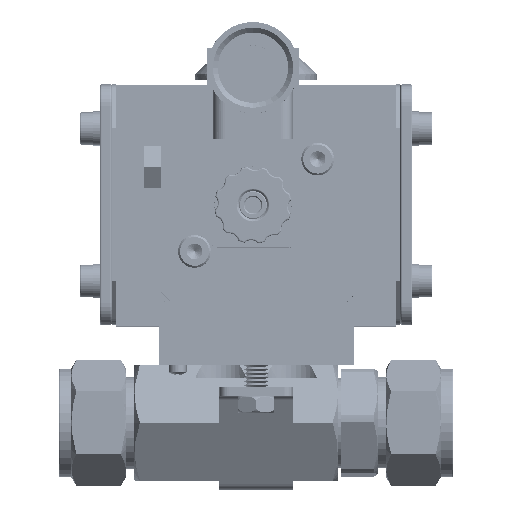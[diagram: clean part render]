
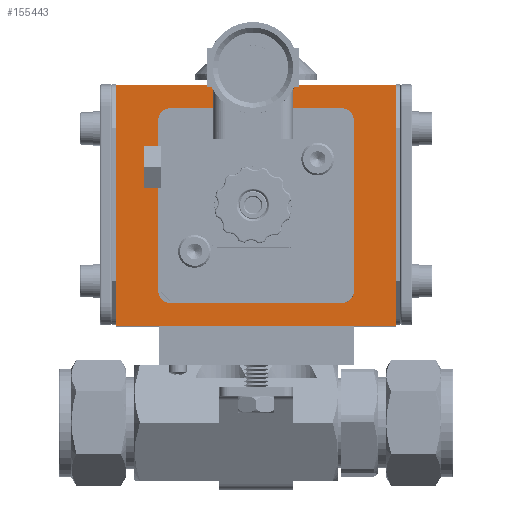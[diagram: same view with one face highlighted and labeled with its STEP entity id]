
A CAD part, top view. The second image highlights one B-rep face of the part: STEP entity #155443.
In plain terms, the highlighted planar face has unit normal (0, 0, 1).
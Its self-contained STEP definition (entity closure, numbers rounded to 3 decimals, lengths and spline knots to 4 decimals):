
#1712 = LINE ( 'NONE', #102369, #78130 ) ;
#1908 = ORIENTED_EDGE ( 'NONE', *, *, #134221, .T. ) ;
#2547 = CARTESIAN_POINT ( 'NONE',  ( -1.43, 3.4548, 1. ) ) ;
#2585 = EDGE_CURVE ( 'NONE', #144650, #185567, #171995, .T. ) ;
#5034 = LINE ( 'NONE', #138450, #120911 ) ;
#5848 = VERTEX_POINT ( 'NONE', #110774 ) ;
#7464 = ORIENTED_EDGE ( 'NONE', *, *, #159157, .T. ) ;
#7905 = DIRECTION ( 'NONE',  ( -1., 0., 0. ) ) ;
#8843 = VERTEX_POINT ( 'NONE', #98337 ) ;
#10134 = ORIENTED_EDGE ( 'NONE', *, *, #139074, .T. ) ;
#13115 = CARTESIAN_POINT ( 'NONE',  ( 1.43, 3.4548, 1. ) ) ;
#17004 = CARTESIAN_POINT ( 'NONE',  ( -1., 1.2248, 1. ) ) ;
#18939 = ORIENTED_EDGE ( 'NONE', *, *, #33177, .F. ) ;
#19518 = CARTESIAN_POINT ( 'NONE',  ( 1., 3.0948, 1. ) ) ;
#19622 = LINE ( 'NONE', #13115, #100230 ) ;
#23004 = EDGE_CURVE ( 'NONE', #137254, #152974, #19622, .T. ) ;
#24679 = VERTEX_POINT ( 'NONE', #55789 ) ;
#30415 = EDGE_CURVE ( 'NONE', #45868, #24679, #1712, .T. ) ;
#31078 = DIRECTION ( 'NONE',  ( 0., 0., -1. ) ) ;
#32258 = DIRECTION ( 'NONE',  ( 1., 0., 0. ) ) ;
#32965 = DIRECTION ( 'NONE',  ( 0., 1., 0. ) ) ;
#33177 = EDGE_CURVE ( 'NONE', #137254, #45868, #110275, .T. ) ;
#36016 = CARTESIAN_POINT ( 'NONE',  ( 1.43, 3.4548, 1. ) ) ;
#43320 = ORIENTED_EDGE ( 'NONE', *, *, #149050, .F. ) ;
#43344 = EDGE_LOOP ( 'NONE', ( #1908, #171895, #18939, #47566 ) ) ;
#45868 = VERTEX_POINT ( 'NONE', #86519 ) ;
#46331 = CARTESIAN_POINT ( 'NONE',  ( -1.43, 3.4548, 1. ) ) ;
#47566 = ORIENTED_EDGE ( 'NONE', *, *, #23004, .T. ) ;
#47722 = ORIENTED_EDGE ( 'NONE', *, *, #78010, .T. ) ;
#48119 = AXIS2_PLACEMENT_3D ( 'NONE', #161304, #71761, #176148 ) ;
#49763 = FACE_OUTER_BOUND ( 'NONE', #43344, .T. ) ;
#51886 = VERTEX_POINT ( 'NONE', #19518 ) ;
#52283 = VECTOR ( 'NONE', #160223, 39.3701 ) ;
#52819 = CARTESIAN_POINT ( 'NONE',  ( -1., 3.2148, 1. ) ) ;
#53480 = VERTEX_POINT ( 'NONE', #156224 ) ;
#54550 = FACE_BOUND ( 'NONE', #95626, .T. ) ;
#55789 = CARTESIAN_POINT ( 'NONE',  ( -1.43, 0.9848, 1. ) ) ;
#59962 = AXIS2_PLACEMENT_3D ( 'NONE', #177940, #88561, #192777 ) ;
#63735 = LINE ( 'NONE', #17004, #178282 ) ;
#65146 = EDGE_CURVE ( 'NONE', #168527, #51886, #5034, .T. ) ;
#65157 = CARTESIAN_POINT ( 'NONE',  ( -1., 1.3448, 1. ) ) ;
#66887 = DIRECTION ( 'NONE',  ( 0., 0., -1. ) ) ;
#71761 = DIRECTION ( 'NONE',  ( 0., 0., -1. ) ) ;
#72498 = LINE ( 'NONE', #52819, #151937 ) ;
#73882 = CIRCLE ( 'NONE', #154398, 0.12 ) ;
#75355 = VECTOR ( 'NONE', #151370, 39.3701 ) ;
#78010 = EDGE_CURVE ( 'NONE', #5848, #51886, #177059, .T. ) ;
#78130 = VECTOR ( 'NONE', #102745, 39.3701 ) ;
#86519 = CARTESIAN_POINT ( 'NONE',  ( 1.43, 0.9848, 1. ) ) ;
#87967 = EDGE_CURVE ( 'NONE', #5848, #138485, #72498, .T. ) ;
#88561 = DIRECTION ( 'NONE',  ( 0., 0., -1. ) ) ;
#89401 = DIRECTION ( 'NONE',  ( 0., 0., -1. ) ) ;
#94246 = CARTESIAN_POINT ( 'NONE',  ( -1., 3.0948, 1. ) ) ;
#95626 = EDGE_LOOP ( 'NONE', ( #183798, #186198, #181346, #47722, #170004, #7464, #43320, #10134 ) ) ;
#98337 = CARTESIAN_POINT ( 'NONE',  ( -0.88, 1.2248, 1. ) ) ;
#100230 = VECTOR ( 'NONE', #7905, 39.3701 ) ;
#102369 = CARTESIAN_POINT ( 'NONE',  ( 1.43, 0.9848, 1. ) ) ;
#102745 = DIRECTION ( 'NONE',  ( -1., 0., 0. ) ) ;
#107931 = EDGE_CURVE ( 'NONE', #144650, #138485, #73882, .T. ) ;
#109126 = CARTESIAN_POINT ( 'NONE',  ( -0.88, 3.2148, 1. ) ) ;
#110275 = LINE ( 'NONE', #151326, #75355 ) ;
#110774 = CARTESIAN_POINT ( 'NONE',  ( 0.88, 3.2148, 1. ) ) ;
#111321 = PLANE ( 'NONE',  #162703 ) ;
#113794 = VECTOR ( 'NONE', #137144, 39.3701 ) ;
#120911 = VECTOR ( 'NONE', #32965, 39.3701 ) ;
#121522 = CARTESIAN_POINT ( 'NONE',  ( -0.88, 3.0948, 1. ) ) ;
#123516 = CARTESIAN_POINT ( 'NONE',  ( 1., 1.3448, 1. ) ) ;
#134221 = EDGE_CURVE ( 'NONE', #152974, #24679, #153642, .T. ) ;
#136571 = DIRECTION ( 'NONE',  ( 0., 1., 0. ) ) ;
#137144 = DIRECTION ( 'NONE',  ( 0., -1., 0. ) ) ;
#137254 = VERTEX_POINT ( 'NONE', #190213 ) ;
#138450 = CARTESIAN_POINT ( 'NONE',  ( 1., 3.2148, 1. ) ) ;
#138485 = VERTEX_POINT ( 'NONE', #109126 ) ;
#139074 = EDGE_CURVE ( 'NONE', #8843, #185567, #173579, .T. ) ;
#144650 = VERTEX_POINT ( 'NONE', #94246 ) ;
#149050 = EDGE_CURVE ( 'NONE', #8843, #53480, #63735, .T. ) ;
#151326 = CARTESIAN_POINT ( 'NONE',  ( 1.43, 3.4548, 1. ) ) ;
#151370 = DIRECTION ( 'NONE',  ( 0., -1., 0. ) ) ;
#151937 = VECTOR ( 'NONE', #157290, 39.3701 ) ;
#152974 = VERTEX_POINT ( 'NONE', #2547 ) ;
#153642 = LINE ( 'NONE', #46331, #113794 ) ;
#154398 = AXIS2_PLACEMENT_3D ( 'NONE', #121522, #31078, #136571 ) ;
#155443 = ADVANCED_FACE ( 'NONE', ( #49763, #54550 ), #111321, .F. ) ;
#156224 = CARTESIAN_POINT ( 'NONE',  ( 0.88, 1.2248, 1. ) ) ;
#157290 = DIRECTION ( 'NONE',  ( -1., 0., 0. ) ) ;
#159157 = EDGE_CURVE ( 'NONE', #168527, #53480, #177948, .T. ) ;
#160223 = DIRECTION ( 'NONE',  ( 0., -1., 0. ) ) ;
#161304 = CARTESIAN_POINT ( 'NONE',  ( 0.88, 1.3448, 1. ) ) ;
#162703 = AXIS2_PLACEMENT_3D ( 'NONE', #36016, #66887, #171398 ) ;
#165332 = CARTESIAN_POINT ( 'NONE',  ( -1., 3.2148, 1. ) ) ;
#166079 = AXIS2_PLACEMENT_3D ( 'NONE', #178780, #89401, #193635 ) ;
#168527 = VERTEX_POINT ( 'NONE', #123516 ) ;
#170004 = ORIENTED_EDGE ( 'NONE', *, *, #65146, .F. ) ;
#171398 = DIRECTION ( 'NONE',  ( 0., 1., 0. ) ) ;
#171895 = ORIENTED_EDGE ( 'NONE', *, *, #30415, .F. ) ;
#171995 = LINE ( 'NONE', #165332, #52283 ) ;
#173579 = CIRCLE ( 'NONE', #166079, 0.12 ) ;
#176148 = DIRECTION ( 'NONE',  ( 0., 1., 0. ) ) ;
#177059 = CIRCLE ( 'NONE', #59962, 0.12 ) ;
#177940 = CARTESIAN_POINT ( 'NONE',  ( 0.88, 3.0948, 1. ) ) ;
#177948 = CIRCLE ( 'NONE', #48119, 0.12 ) ;
#178282 = VECTOR ( 'NONE', #32258, 39.3701 ) ;
#178780 = CARTESIAN_POINT ( 'NONE',  ( -0.88, 1.3448, 1. ) ) ;
#181346 = ORIENTED_EDGE ( 'NONE', *, *, #87967, .F. ) ;
#183798 = ORIENTED_EDGE ( 'NONE', *, *, #2585, .F. ) ;
#185567 = VERTEX_POINT ( 'NONE', #65157 ) ;
#186198 = ORIENTED_EDGE ( 'NONE', *, *, #107931, .T. ) ;
#190213 = CARTESIAN_POINT ( 'NONE',  ( 1.43, 3.4548, 1. ) ) ;
#192777 = DIRECTION ( 'NONE',  ( 0., 1., 0. ) ) ;
#193635 = DIRECTION ( 'NONE',  ( 0., 1., 0. ) ) ;
